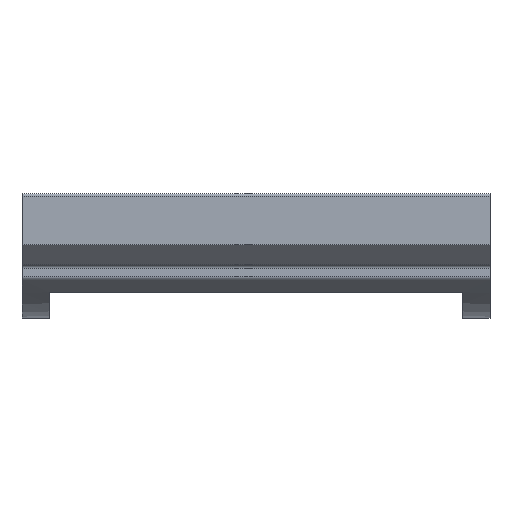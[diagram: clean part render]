
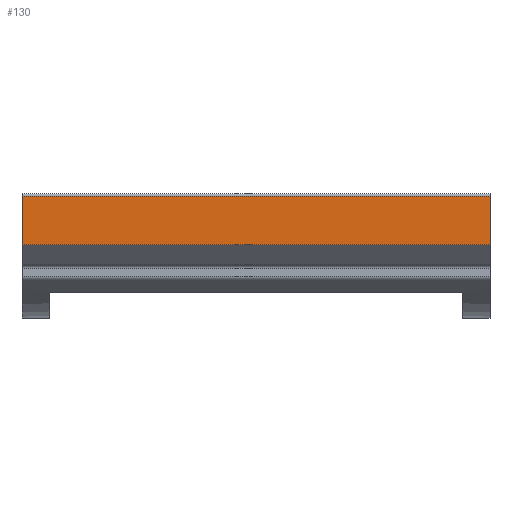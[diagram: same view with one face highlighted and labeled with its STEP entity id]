
A CAD part, front view. The second image highlights one B-rep face of the part: STEP entity #130.
In plain terms, the highlighted planar face has unit normal (0, -1, 0).
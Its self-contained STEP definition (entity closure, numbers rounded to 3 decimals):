
#58 = VECTOR ( 'NONE', #128, 1000. ) ;
#66 = ORIENTED_EDGE ( 'NONE', *, *, #778, .F. ) ;
#91 = DIRECTION ( 'NONE',  ( -1., 0., 0. ) ) ;
#94 = VERTEX_POINT ( 'NONE', #662 ) ;
#125 = PLANE ( 'NONE',  #684 ) ;
#128 = DIRECTION ( 'NONE',  ( -1., 0., 0. ) ) ;
#130 = ADVANCED_FACE ( 'NONE', ( #228 ), #125, .F. ) ;
#188 = CARTESIAN_POINT ( 'NONE',  ( 0., 0., 12.957 ) ) ;
#206 = ORIENTED_EDGE ( 'NONE', *, *, #584, .T. ) ;
#213 = CARTESIAN_POINT ( 'NONE',  ( 69., 0., 12.957 ) ) ;
#228 = FACE_OUTER_BOUND ( 'NONE', #981, .T. ) ;
#232 = LINE ( 'NONE', #965, #253 ) ;
#253 = VECTOR ( 'NONE', #91, 1000. ) ;
#291 = ORIENTED_EDGE ( 'NONE', *, *, #483, .T. ) ;
#301 = CARTESIAN_POINT ( 'NONE',  ( 69., 0., 12.957 ) ) ;
#315 = VERTEX_POINT ( 'NONE', #635 ) ;
#328 = VECTOR ( 'NONE', #1046, 1000. ) ;
#343 = LINE ( 'NONE', #597, #379 ) ;
#354 = EDGE_CURVE ( 'NONE', #1027, #94, #232, .T. ) ;
#379 = VECTOR ( 'NONE', #512, 1000. ) ;
#483 = EDGE_CURVE ( 'NONE', #900, #94, #343, .T. ) ;
#512 = DIRECTION ( 'NONE',  ( 0., 0., -1. ) ) ;
#544 = LINE ( 'NONE', #213, #58 ) ;
#584 = EDGE_CURVE ( 'NONE', #315, #900, #544, .T. ) ;
#597 = CARTESIAN_POINT ( 'NONE',  ( 0., 0., 12.957 ) ) ;
#635 = CARTESIAN_POINT ( 'NONE',  ( 69., 0., 12.957 ) ) ;
#662 = CARTESIAN_POINT ( 'NONE',  ( 0., 0., 5.826 ) ) ;
#684 = AXIS2_PLACEMENT_3D ( 'NONE', #301, #1003, #907 ) ;
#698 = ORIENTED_EDGE ( 'NONE', *, *, #354, .F. ) ;
#778 = EDGE_CURVE ( 'NONE', #315, #1027, #866, .T. ) ;
#866 = LINE ( 'NONE', #1031, #328 ) ;
#900 = VERTEX_POINT ( 'NONE', #188 ) ;
#907 = DIRECTION ( 'NONE',  ( 0., 0., 1. ) ) ;
#920 = CARTESIAN_POINT ( 'NONE',  ( 69., 0., 5.826 ) ) ;
#965 = CARTESIAN_POINT ( 'NONE',  ( 69., 0., 5.826 ) ) ;
#981 = EDGE_LOOP ( 'NONE', ( #291, #698, #66, #206 ) ) ;
#1003 = DIRECTION ( 'NONE',  ( 0., 1., 0. ) ) ;
#1027 = VERTEX_POINT ( 'NONE', #920 ) ;
#1031 = CARTESIAN_POINT ( 'NONE',  ( 69., 0., 12.957 ) ) ;
#1046 = DIRECTION ( 'NONE',  ( 0., 0., -1. ) ) ;
